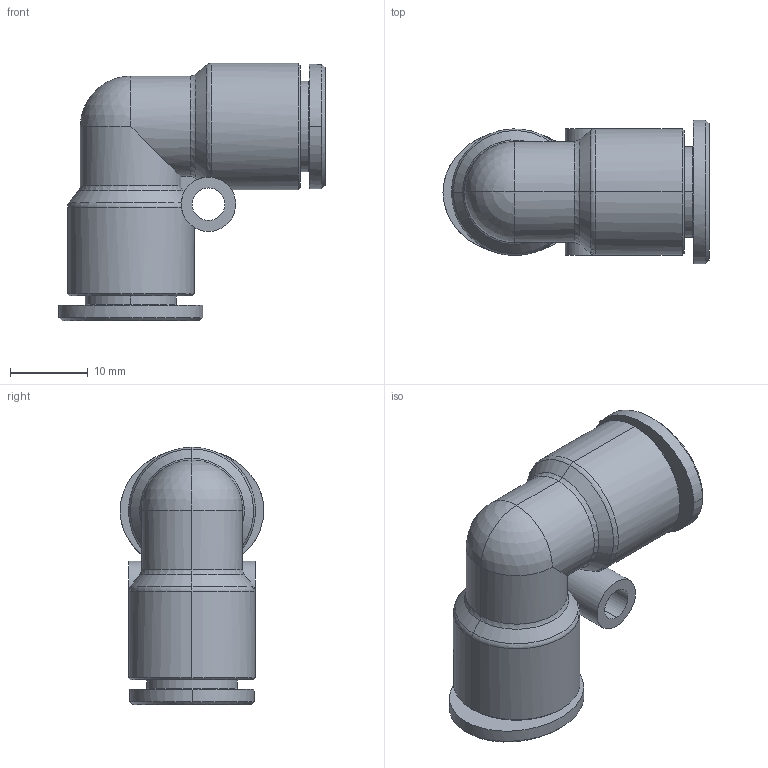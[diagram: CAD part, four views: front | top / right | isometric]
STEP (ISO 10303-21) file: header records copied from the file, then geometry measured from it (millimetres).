
FILE_DESCRIPTION((''),'2;1');
FILE_NAME('GPUL 10(3D).stp','2012-12-27T14:45:34',(''),(''),'Mechanical Desktop.R8.0.24.0','Mechanical Desktop.R8.0.24.0',', , ');
FILE_SCHEMA(('CONFIG_CONTROL_DESIGN'));
Length unit declared in the file: millimetre
Products named in the file (2): GPUL 10(3D); ºÎÇ°1
Assembly tree (1 placements, depth 2):
  GPUL 10(3D)
    ºÎÇ°1
Bounding box: 34.25 x 18.5 x 33.15 mm (x, y, z)
Volume: 5995.4 mm3; surface area: 4949.2 mm2
Topology: 1 solids, 1 shells, 828 faces, 2380 edges, 1580 vertices
Faces by surface type: plane 764, cylinder 22, bspline 20, cone 16, torus 4, sphere 2
Entity records: 27806 total; most frequent: CARTESIAN_POINT 6080, ORIENTED_EDGE 4756, DIRECTION 4029, EDGE_CURVE 2378, VECTOR 2243, LINE 2243, VERTEX_POINT 1580, AXIS2_PLACEMENT_3D 893
